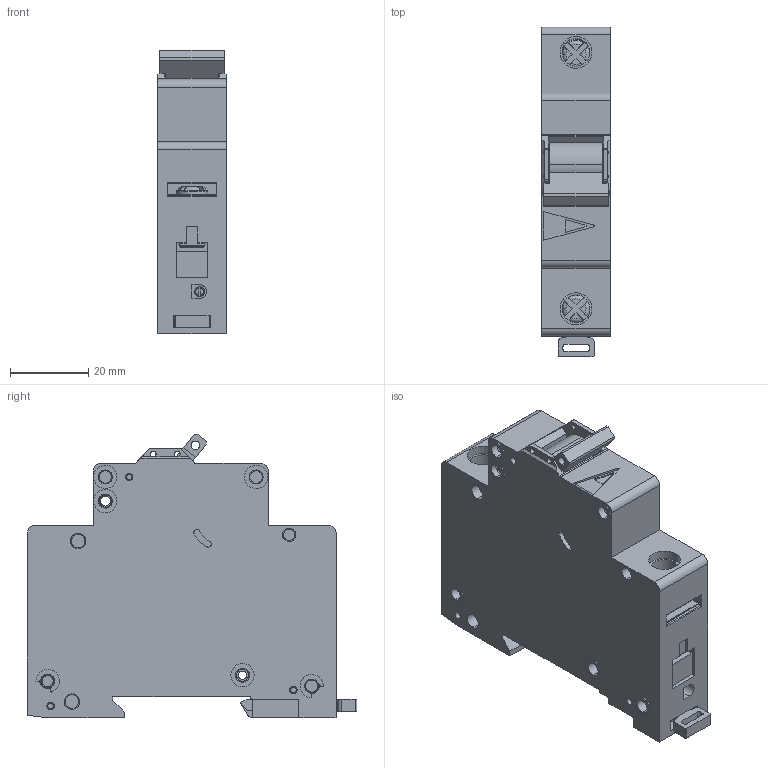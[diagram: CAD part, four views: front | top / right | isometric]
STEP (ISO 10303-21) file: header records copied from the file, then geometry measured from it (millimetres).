
FILE_DESCRIPTION(('FreeCAD Model'),'2;1');
FILE_NAME('Open CASCADE Shape Model','2025-04-30T05:23:01',('FreeCAD'),( 'FreeCAD'),'Open CASCADE STEP processor 7.6','FreeCAD','Unknown');
FILE_SCHEMA(('AUTOMOTIVE_DESIGN { 1 0 10303 214 1 1 1 1 }'));
Length unit declared in the file: millimetre
Products named in the file (1): Open CASCADE STEP translator 7.6 1
Bounding box: 17.55 x 84.06 x 72.42 mm (x, y, z)
Volume: 73955.4 mm3; surface area: 19759 mm2
Topology: 8 solids, 8 shells, 532 faces, 1315 edges, 846 vertices
Faces by surface type: bspline 532
Entity records: 16002 total; most frequent: CARTESIAN_POINT 8445, ORIENTED_EDGE 2622, EDGE_CURVE 1311, VERTEX_POINT 846, B_SPLINE_CURVE_WITH_KNOTS 753, FACE_BOUND 603, EDGE_LOOP 603, ADVANCED_FACE 532
